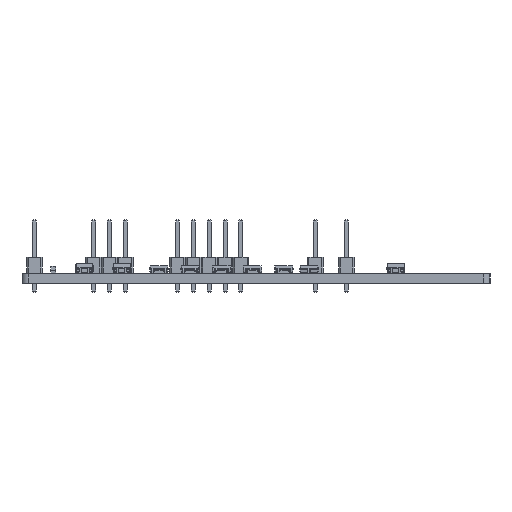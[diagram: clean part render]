
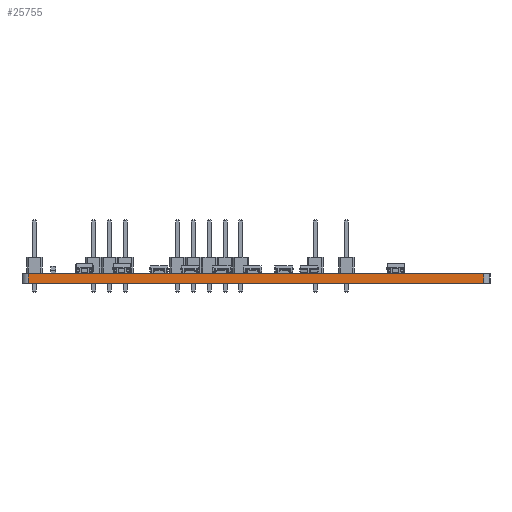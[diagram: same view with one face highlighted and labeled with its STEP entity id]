
A CAD part, left-side view. The second image highlights one B-rep face of the part: STEP entity #25755.
In plain terms, the highlighted planar face has unit normal (-1, 0, 0).
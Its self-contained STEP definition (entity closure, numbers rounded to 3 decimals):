
#24800 = VERTEX_POINT('',#24801);
#24801 = CARTESIAN_POINT('',(90.,-51.,0.));
#24808 = EDGE_CURVE('',#24809,#24800,#24811,.T.);
#24809 = VERTEX_POINT('',#24810);
#24810 = CARTESIAN_POINT('',(90.,-124.,0.));
#24811 = LINE('',#24812,#24813);
#24812 = CARTESIAN_POINT('',(90.,-124.,0.));
#24813 = VECTOR('',#24814,1.);
#24814 = DIRECTION('',(0.,1.,0.));
#25264 = VERTEX_POINT('',#25265);
#25265 = CARTESIAN_POINT('',(90.,-51.,1.51));
#25272 = EDGE_CURVE('',#25273,#25264,#25275,.T.);
#25273 = VERTEX_POINT('',#25274);
#25274 = CARTESIAN_POINT('',(90.,-124.,1.51));
#25275 = LINE('',#25276,#25277);
#25276 = CARTESIAN_POINT('',(90.,-124.,1.51));
#25277 = VECTOR('',#25278,1.);
#25278 = DIRECTION('',(0.,1.,0.));
#25725 = EDGE_CURVE('',#24800,#25264,#25726,.T.);
#25726 = LINE('',#25727,#25728);
#25727 = CARTESIAN_POINT('',(90.,-51.,0.));
#25728 = VECTOR('',#25729,1.);
#25729 = DIRECTION('',(0.,0.,1.));
#25755 = ADVANCED_FACE('',(#25756),#25767,.T.);
#25756 = FACE_BOUND('',#25757,.T.);
#25757 = EDGE_LOOP('',(#25758,#25764,#25765,#25766));
#25758 = ORIENTED_EDGE('',*,*,#25759,.T.);
#25759 = EDGE_CURVE('',#24809,#25273,#25760,.T.);
#25760 = LINE('',#25761,#25762);
#25761 = CARTESIAN_POINT('',(90.,-124.,0.));
#25762 = VECTOR('',#25763,1.);
#25763 = DIRECTION('',(0.,0.,1.));
#25764 = ORIENTED_EDGE('',*,*,#25272,.T.);
#25765 = ORIENTED_EDGE('',*,*,#25725,.F.);
#25766 = ORIENTED_EDGE('',*,*,#24808,.F.);
#25767 = PLANE('',#25768);
#25768 = AXIS2_PLACEMENT_3D('',#25769,#25770,#25771);
#25769 = CARTESIAN_POINT('',(90.,-124.,0.));
#25770 = DIRECTION('',(-1.,0.,0.));
#25771 = DIRECTION('',(0.,1.,0.));
